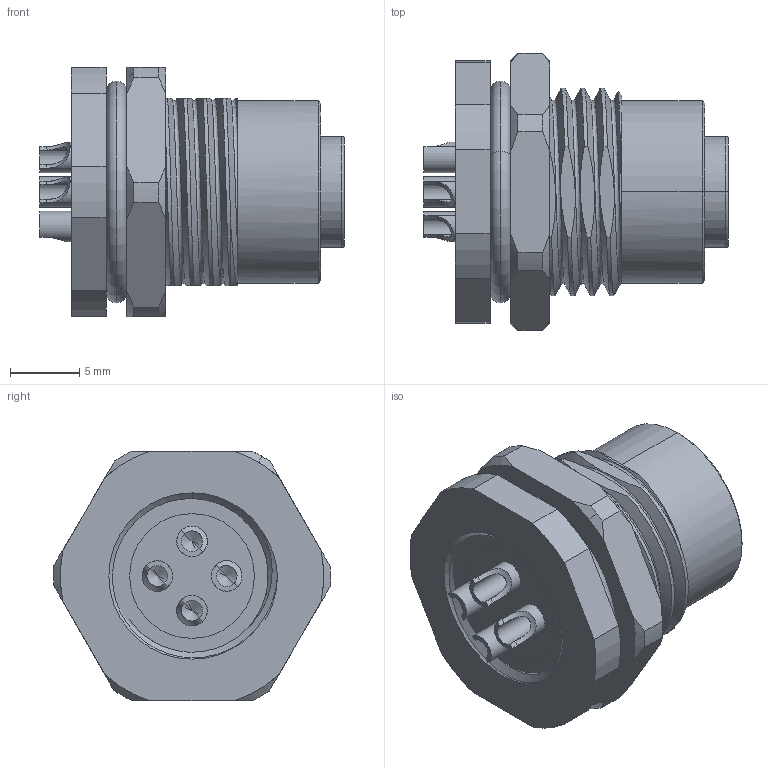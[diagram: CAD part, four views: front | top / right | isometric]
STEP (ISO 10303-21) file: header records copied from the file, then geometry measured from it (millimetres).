
FILE_DESCRIPTION (( 'STEP AP203' ), '1' );
FILE_NAME ('54-00434.STEP', '2025-03-13T16:02:05', ( '' ), ( '' ), 'SwSTEP 2.0', 'SolidWorks 2021', '' );
FILE_SCHEMA (( 'CONFIG_CONTROL_DESIGN' ));
Length unit declared in the file: millimetre
Products named in the file (7): 54-00434-04___; 54-00434-01___; 54-00434; 54-00434-02___; 54-00434-03___; 54-00434-05___; 54-00434-06___
Assembly tree (9 placements, depth 2):
  54-00434
    54-00434-01___
    54-00434-02___
    54-00434-04___
    54-00434-05___
    54-00434-06___
    54-00434-03___  x4
Bounding box: 22 x 20 x 18.04 mm (x, y, z)
Volume: 2843.5 mm3; surface area: 5886.5 mm2
Topology: 10 solids, 10 shells, 336 faces, 860 edges, 548 vertices
Faces by surface type: cylinder 137, plane 112, cone 51, torus 26, bspline 10
Entity records: 12091 total; most frequent: CARTESIAN_POINT 5635, ORIENTED_EDGE 1236, DIRECTION 1139, EDGE_CURVE 618, AXIS2_PLACEMENT_3D 450, VERTEX_POINT 402, EDGE_LOOP 268, FACE_OUTER_BOUND 240
